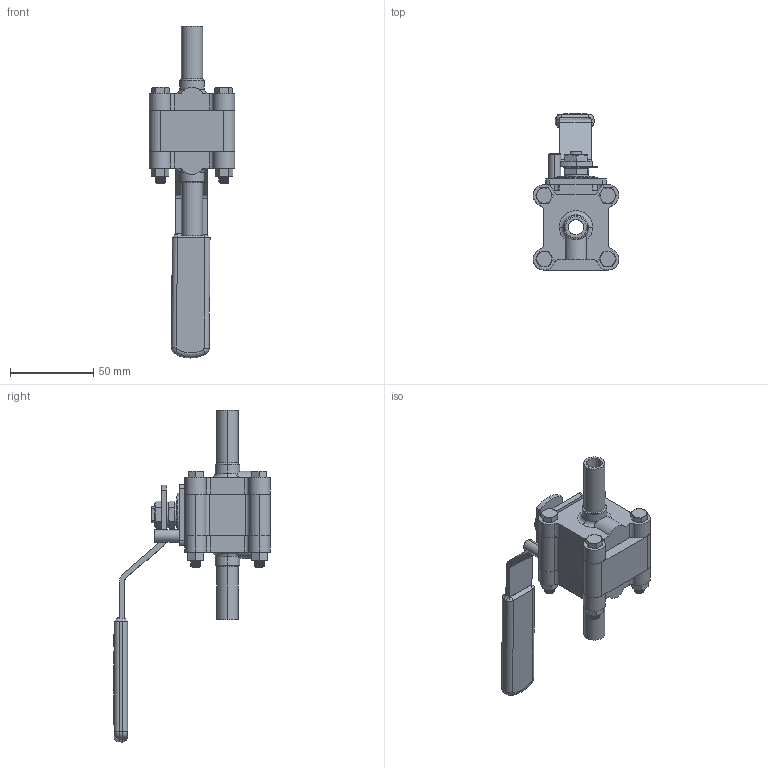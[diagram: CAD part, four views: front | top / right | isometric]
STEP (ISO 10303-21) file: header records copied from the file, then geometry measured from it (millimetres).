
FILE_DESCRIPTION (( 'STEP AP203' ), '1' );
FILE_NAME ('9020-050_TE.STEP', '2017-04-24T17:22:06', ( '' ), ( '' ), 'SwSTEP 2.0', 'SolidWorks 2014', '' );
FILE_SCHEMA (( 'CONFIG_CONTROL_DESIGN' ));
Products named in the file (1): 9020-050_TE
Bounding box: 51.18 x 93.75 x 198.92 mm (x, y, z)
Volume: 110413 mm3; surface area: 63560.4 mm2
Topology: 21 solids, 21 shells, 1234 faces, 3247 edges, 2124 vertices
Faces by surface type: plane 500, cylinder 406, bspline 216, cone 92, torus 16, sphere 4
Entity records: 58975 total; most frequent: CARTESIAN_POINT 31051, ORIENTED_EDGE 6488, DIRECTION 4769, EDGE_CURVE 3244, VERTEX_POINT 2123, LINE 1639, VECTOR 1639, AXIS2_PLACEMENT_3D 1565
